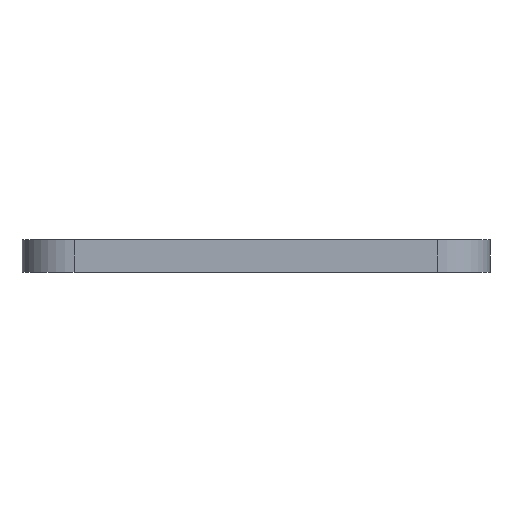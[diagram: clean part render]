
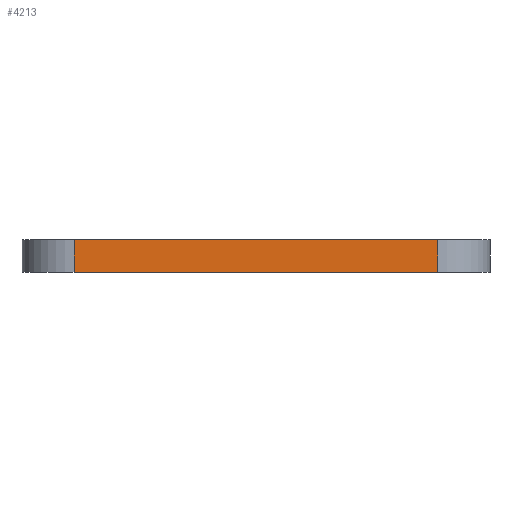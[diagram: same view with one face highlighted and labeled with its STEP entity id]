
A CAD part, left-side view. The second image highlights one B-rep face of the part: STEP entity #4213.
In plain terms, the highlighted planar face has unit normal (-1, 0, 0).
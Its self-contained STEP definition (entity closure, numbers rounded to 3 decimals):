
#358=PLANE('',#4743);
#532=FACE_OUTER_BOUND('',#710,.T.);
#710=EDGE_LOOP('',(#3320,#3321,#3322,#3323));
#1224=LINE('',#7015,#1408);
#1225=LINE('',#7017,#1409);
#1226=LINE('',#7019,#1410);
#1227=LINE('',#7020,#1411);
#1408=VECTOR('',#5947,10.);
#1409=VECTOR('',#5948,10.);
#1410=VECTOR('',#5949,10.);
#1411=VECTOR('',#5950,10.);
#2104=VERTEX_POINT('',#7013);
#2105=VERTEX_POINT('',#7014);
#2106=VERTEX_POINT('',#7016);
#2107=VERTEX_POINT('',#7018);
#2624=EDGE_CURVE('',#2104,#2105,#1224,.T.);
#2625=EDGE_CURVE('',#2105,#2106,#1225,.T.);
#2626=EDGE_CURVE('',#2107,#2106,#1226,.T.);
#2627=EDGE_CURVE('',#2104,#2107,#1227,.T.);
#3320=ORIENTED_EDGE('',*,*,#2624,.T.);
#3321=ORIENTED_EDGE('',*,*,#2625,.T.);
#3322=ORIENTED_EDGE('',*,*,#2626,.F.);
#3323=ORIENTED_EDGE('',*,*,#2627,.F.);
#4213=ADVANCED_FACE('',(#532),#358,.T.);
#4743=AXIS2_PLACEMENT_3D('',#7012,#5945,#5946);
#5945=DIRECTION('center_axis',(-1.,0.,0.));
#5946=DIRECTION('ref_axis',(0.,-1.,0.));
#5947=DIRECTION('',(0.,-1.,0.));
#5948=DIRECTION('',(0.,0.,1.));
#5949=DIRECTION('',(0.,-1.,0.));
#5950=DIRECTION('',(0.,0.,1.));
#7012=CARTESIAN_POINT('Origin',(0.,20.32,0.));
#7013=CARTESIAN_POINT('',(0.,20.32,0.));
#7014=CARTESIAN_POINT('',(0.,2.54,0.));
#7015=CARTESIAN_POINT('',(0.,20.32,0.));
#7016=CARTESIAN_POINT('',(0.,2.54,1.57));
#7017=CARTESIAN_POINT('',(0.,2.54,0.));
#7018=CARTESIAN_POINT('',(0.,20.32,1.57));
#7019=CARTESIAN_POINT('',(0.,20.32,1.57));
#7020=CARTESIAN_POINT('',(0.,20.32,0.));
